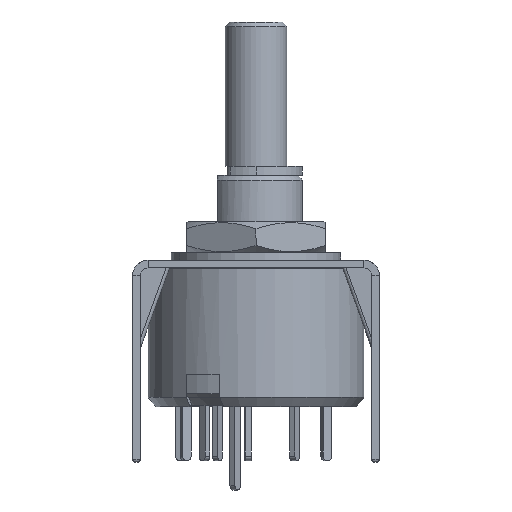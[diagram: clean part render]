
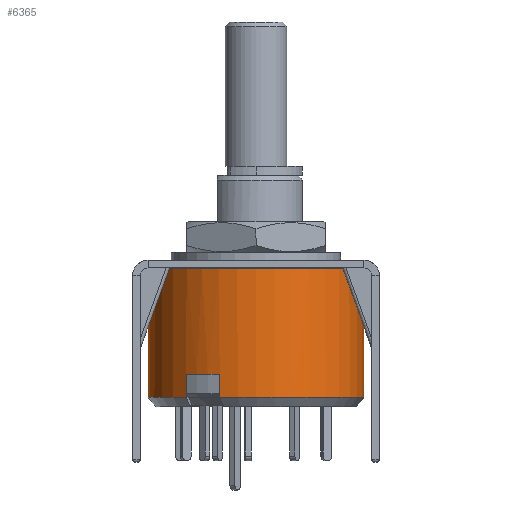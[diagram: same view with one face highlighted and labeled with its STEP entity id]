
A CAD part, front view. The second image highlights one B-rep face of the part: STEP entity #6365.
In plain terms, the highlighted cylindrical face has radius 7 mm (diameter 14 mm), a partial arc.
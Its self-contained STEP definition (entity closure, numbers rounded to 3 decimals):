
#169 = CIRCLE ( 'NONE', #10852, 7. ) ;
#768 = CARTESIAN_POINT ( 'NONE',  ( 0., 0., -5.9 ) ) ;
#1400 = CARTESIAN_POINT ( 'NONE',  ( 0., 0., 9. ) ) ;
#1644 = LINE ( 'NONE', #8282, #10564 ) ;
#1823 = VERTEX_POINT ( 'NONE', #5711 ) ;
#1866 = DIRECTION ( 'NONE',  ( 1., 0., 0. ) ) ;
#1947 = VERTEX_POINT ( 'NONE', #10987 ) ;
#2234 = DIRECTION ( 'NONE',  ( 0., 0., -1. ) ) ;
#2482 = VERTEX_POINT ( 'NONE', #3994 ) ;
#2559 = EDGE_CURVE ( 'NONE', #12646, #2482, #5089, .T. ) ;
#3115 = CIRCLE ( 'NONE', #7744, 7. ) ;
#3187 = AXIS2_PLACEMENT_3D ( 'NONE', #768, #3334, #9504 ) ;
#3334 = DIRECTION ( 'NONE',  ( 0., 0., 1. ) ) ;
#3583 = CARTESIAN_POINT ( 'NONE',  ( -4.526, -5.34, -5.9 ) ) ;
#3640 = ORIENTED_EDGE ( 'NONE', *, *, #6556, .F. ) ;
#3839 = EDGE_CURVE ( 'NONE', #1823, #10784, #10604, .T. ) ;
#3994 = CARTESIAN_POINT ( 'NONE',  ( 7., 0., -7.4 ) ) ;
#4103 = AXIS2_PLACEMENT_3D ( 'NONE', #9139, #15232, #1866 ) ;
#5058 = CARTESIAN_POINT ( 'NONE',  ( 0., 0., 0.95 ) ) ;
#5089 = LINE ( 'NONE', #11182, #5467 ) ;
#5467 = VECTOR ( 'NONE', #12403, 1000. ) ;
#5498 = CARTESIAN_POINT ( 'NONE',  ( 7., 0., 0.95 ) ) ;
#5711 = CARTESIAN_POINT ( 'NONE',  ( -4.526, -5.34, -7.4 ) ) ;
#5781 = VERTEX_POINT ( 'NONE', #8413 ) ;
#5844 = CARTESIAN_POINT ( 'NONE',  ( 0., 0., -7.4 ) ) ;
#6313 = ORIENTED_EDGE ( 'NONE', *, *, #11736, .T. ) ;
#6365 = ADVANCED_FACE ( 'NONE', ( #12212 ), #6669, .T. ) ;
#6556 = EDGE_CURVE ( 'NONE', #2482, #7813, #8573, .T. ) ;
#6669 = CYLINDRICAL_SURFACE ( 'NONE', #11960, 7. ) ;
#7556 = EDGE_CURVE ( 'NONE', #10784, #5781, #14489, .T. ) ;
#7744 = AXIS2_PLACEMENT_3D ( 'NONE', #5844, #2234, #10726 ) ;
#7813 = VERTEX_POINT ( 'NONE', #14091 ) ;
#8154 = CARTESIAN_POINT ( 'NONE',  ( -7., 0., 9. ) ) ;
#8282 = CARTESIAN_POINT ( 'NONE',  ( -2.361, -6.59, 9. ) ) ;
#8413 = CARTESIAN_POINT ( 'NONE',  ( -2.361, -6.59, -5.9 ) ) ;
#8503 = DIRECTION ( 'NONE',  ( 0., 0., -1. ) ) ;
#8573 = CIRCLE ( 'NONE', #4103, 7. ) ;
#8664 = LINE ( 'NONE', #8154, #9050 ) ;
#9044 = ORIENTED_EDGE ( 'NONE', *, *, #15280, .F. ) ;
#9050 = VECTOR ( 'NONE', #14467, 1000. ) ;
#9139 = CARTESIAN_POINT ( 'NONE',  ( 0., 0., -7.4 ) ) ;
#9199 = CARTESIAN_POINT ( 'NONE',  ( -4.526, -5.34, 9. ) ) ;
#9280 = VECTOR ( 'NONE', #12717, 1000. ) ;
#9504 = DIRECTION ( 'NONE',  ( -1., 0., 0. ) ) ;
#9751 = ORIENTED_EDGE ( 'NONE', *, *, #7556, .T. ) ;
#9941 = EDGE_CURVE ( 'NONE', #12646, #12811, #169, .T. ) ;
#10564 = VECTOR ( 'NONE', #11967, 1000. ) ;
#10604 = LINE ( 'NONE', #9199, #9280 ) ;
#10726 = DIRECTION ( 'NONE',  ( 1., 0., 0. ) ) ;
#10784 = VERTEX_POINT ( 'NONE', #3583 ) ;
#10852 = AXIS2_PLACEMENT_3D ( 'NONE', #5058, #12342, #13540 ) ;
#10882 = CARTESIAN_POINT ( 'NONE',  ( -7., 0., 0.95 ) ) ;
#10968 = DIRECTION ( 'NONE',  ( -1., 0., 0. ) ) ;
#10987 = CARTESIAN_POINT ( 'NONE',  ( -7., 0., -7.4 ) ) ;
#11182 = CARTESIAN_POINT ( 'NONE',  ( 7., 0., 9. ) ) ;
#11736 = EDGE_CURVE ( 'NONE', #12811, #1947, #8664, .T. ) ;
#11787 = EDGE_LOOP ( 'NONE', ( #15271, #15142, #6313, #9044, #13229, #9751, #14382, #3640 ) ) ;
#11960 = AXIS2_PLACEMENT_3D ( 'NONE', #1400, #8503, #10968 ) ;
#11967 = DIRECTION ( 'NONE',  ( 0., 0., -1. ) ) ;
#12212 = FACE_OUTER_BOUND ( 'NONE', #11787, .T. ) ;
#12342 = DIRECTION ( 'NONE',  ( 0., 0., -1. ) ) ;
#12365 = EDGE_CURVE ( 'NONE', #5781, #7813, #1644, .T. ) ;
#12403 = DIRECTION ( 'NONE',  ( 0., 0., -1. ) ) ;
#12646 = VERTEX_POINT ( 'NONE', #5498 ) ;
#12717 = DIRECTION ( 'NONE',  ( 0., 0., 1. ) ) ;
#12811 = VERTEX_POINT ( 'NONE', #10882 ) ;
#13229 = ORIENTED_EDGE ( 'NONE', *, *, #3839, .T. ) ;
#13540 = DIRECTION ( 'NONE',  ( -1., 0., 0. ) ) ;
#14091 = CARTESIAN_POINT ( 'NONE',  ( -2.361, -6.59, -7.4 ) ) ;
#14382 = ORIENTED_EDGE ( 'NONE', *, *, #12365, .T. ) ;
#14467 = DIRECTION ( 'NONE',  ( 0., 0., -1. ) ) ;
#14489 = CIRCLE ( 'NONE', #3187, 7. ) ;
#15142 = ORIENTED_EDGE ( 'NONE', *, *, #9941, .T. ) ;
#15232 = DIRECTION ( 'NONE',  ( 0., 0., -1. ) ) ;
#15271 = ORIENTED_EDGE ( 'NONE', *, *, #2559, .F. ) ;
#15280 = EDGE_CURVE ( 'NONE', #1823, #1947, #3115, .T. ) ;
